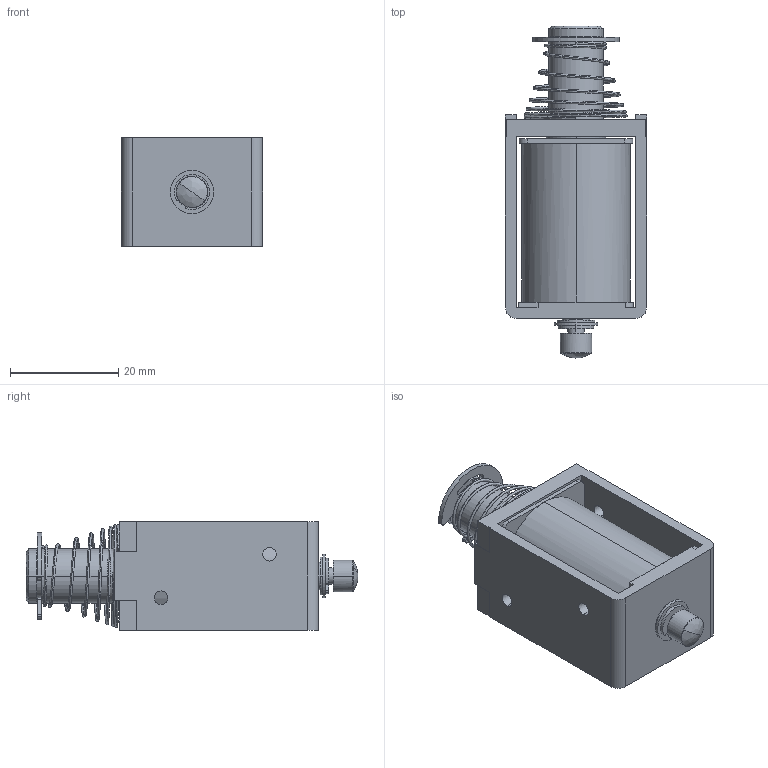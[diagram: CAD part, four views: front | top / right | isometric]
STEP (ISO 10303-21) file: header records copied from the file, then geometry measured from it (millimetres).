
FILE_DESCRIPTION (( 'STEP AP203' ), '1' );
FILE_NAME ('w_cb1037.STEP', '2014-07-29T05:40:12', ( 'jiba' ), ( 'Hewlett-Packard Company' ), 'SwSTEP 2.0', 'SolidWorks 2014', '' );
FILE_SCHEMA (( 'CONFIG_CONTROL_DESIGN' ));
Length unit declared in the file: millimetre
Products named in the file (4): Part3^w_cb1037; Part1^w_cb1037_pl; w_21037081; w_cb1037
Assembly tree (3 placements, depth 2):
  w_cb1037
    Part3^w_cb1037
    Part1^w_cb1037_pl
    w_21037081
Bounding box: 26 x 61.2 x 20 mm (x, y, z)
Volume: 15938.7 mm3; surface area: 13003.8 mm2
Topology: 4 solids, 4 shells, 194 faces, 532 edges, 343 vertices
Faces by surface type: cylinder 94, plane 90, bspline 6, cone 4
Entity records: 10898 total; most frequent: CARTESIAN_POINT 5347, DIRECTION 1146, ORIENTED_EDGE 1060, EDGE_CURVE 530, AXIS2_PLACEMENT_3D 430, VERTEX_POINT 343, VECTOR 286, LINE 286
